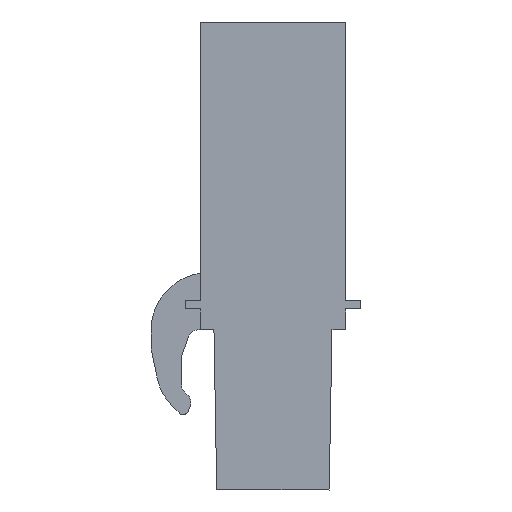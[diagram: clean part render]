
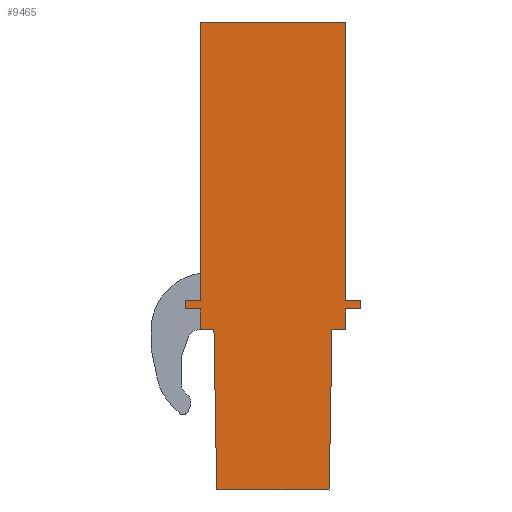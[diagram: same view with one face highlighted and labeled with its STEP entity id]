
A CAD part, left-side view. The second image highlights one B-rep face of the part: STEP entity #9465.
In plain terms, the highlighted planar face has unit normal (-1, 0, 0).
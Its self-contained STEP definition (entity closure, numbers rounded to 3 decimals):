
#9414=AXIS2_PLACEMENT_3D('Plane Axis2P3D',#9411,#9412,#9413) ;
#56=CARTESIAN_POINT('Vertex',(0.,0.8,24.55)) ;
#59=CARTESIAN_POINT('Line Origine',(0.,0.8,17.25)) ;
#63=CARTESIAN_POINT('Vertex',(0.,0.8,9.95)) ;
#8751=CARTESIAN_POINT('Vertex',(0.,1.66,0.)) ;
#8754=CARTESIAN_POINT('Line Origine',(0.,4.61,0.)) ;
#8758=CARTESIAN_POINT('Vertex',(0.,7.56,0.)) ;
#8834=CARTESIAN_POINT('Line Origine',(0.,7.633,4.2)) ;
#8838=CARTESIAN_POINT('Vertex',(0.,7.707,8.4)) ;
#8858=CARTESIAN_POINT('Line Origine',(0.,8.063,8.4)) ;
#8862=CARTESIAN_POINT('Vertex',(0.,8.42,8.4)) ;
#8946=CARTESIAN_POINT('Line Origine',(0.,8.42,8.95)) ;
#8950=CARTESIAN_POINT('Vertex',(0.,8.42,9.5)) ;
#9022=CARTESIAN_POINT('Line Origine',(0.,8.82,9.5)) ;
#9026=CARTESIAN_POINT('Vertex',(0.,9.22,9.5)) ;
#9098=CARTESIAN_POINT('Line Origine',(0.,9.22,9.725)) ;
#9102=CARTESIAN_POINT('Vertex',(0.,9.22,9.95)) ;
#9173=CARTESIAN_POINT('Vertex',(0.,0.,9.5)) ;
#9176=CARTESIAN_POINT('Line Origine',(0.,0.4,9.5)) ;
#9180=CARTESIAN_POINT('Vertex',(0.,0.8,9.5)) ;
#9195=CARTESIAN_POINT('Line Origine',(0.,0.8,8.95)) ;
#9199=CARTESIAN_POINT('Vertex',(0.,0.8,8.4)) ;
#9214=CARTESIAN_POINT('Line Origine',(0.,1.157,8.4)) ;
#9218=CARTESIAN_POINT('Vertex',(0.,1.513,8.4)) ;
#9238=CARTESIAN_POINT('Line Origine',(0.,1.587,4.2)) ;
#9411=CARTESIAN_POINT('Axis2P3D Location',(0.,0.,0.)) ;
#9416=CARTESIAN_POINT('Line Origine',(0.,0.,9.725)) ;
#9420=CARTESIAN_POINT('Vertex',(0.,0.,9.95)) ;
#9423=CARTESIAN_POINT('Line Origine',(0.,0.4,9.95)) ;
#9428=CARTESIAN_POINT('Line Origine',(0.,4.61,24.55)) ;
#9432=CARTESIAN_POINT('Vertex',(0.,8.42,24.55)) ;
#9435=CARTESIAN_POINT('Line Origine',(0.,8.42,17.25)) ;
#9439=CARTESIAN_POINT('Vertex',(0.,8.42,9.95)) ;
#9442=CARTESIAN_POINT('Line Origine',(0.,8.82,9.95)) ;
#60=DIRECTION('Vector Direction',(0.,0.,-1.)) ;
#8755=DIRECTION('Vector Direction',(0.,1.,0.)) ;
#8835=DIRECTION('Vector Direction',(0.,0.017,1.)) ;
#8859=DIRECTION('Vector Direction',(0.,1.,0.)) ;
#8947=DIRECTION('Vector Direction',(0.,0.,1.)) ;
#9023=DIRECTION('Vector Direction',(0.,1.,0.)) ;
#9099=DIRECTION('Vector Direction',(0.,0.,1.)) ;
#9177=DIRECTION('Vector Direction',(0.,1.,0.)) ;
#9196=DIRECTION('Vector Direction',(0.,0.,-1.)) ;
#9215=DIRECTION('Vector Direction',(0.,1.,0.)) ;
#9239=DIRECTION('Vector Direction',(0.,0.017,-1.)) ;
#9412=DIRECTION('Axis2P3D Direction',(-1.,0.,0.)) ;
#9413=DIRECTION('Axis2P3D XDirection',(0.,0.,1.)) ;
#9417=DIRECTION('Vector Direction',(0.,0.,-1.)) ;
#9424=DIRECTION('Vector Direction',(0.,-1.,0.)) ;
#9429=DIRECTION('Vector Direction',(0.,-1.,0.)) ;
#9436=DIRECTION('Vector Direction',(0.,0.,1.)) ;
#9443=DIRECTION('Vector Direction',(0.,-1.,0.)) ;
#61=VECTOR('Line Direction',#60,1.) ;
#8756=VECTOR('Line Direction',#8755,1.) ;
#8836=VECTOR('Line Direction',#8835,1.) ;
#8860=VECTOR('Line Direction',#8859,1.) ;
#8948=VECTOR('Line Direction',#8947,1.) ;
#9024=VECTOR('Line Direction',#9023,1.) ;
#9100=VECTOR('Line Direction',#9099,1.) ;
#9178=VECTOR('Line Direction',#9177,1.) ;
#9197=VECTOR('Line Direction',#9196,1.) ;
#9216=VECTOR('Line Direction',#9215,1.) ;
#9240=VECTOR('Line Direction',#9239,1.) ;
#9418=VECTOR('Line Direction',#9417,1.) ;
#9425=VECTOR('Line Direction',#9424,1.) ;
#9430=VECTOR('Line Direction',#9429,1.) ;
#9437=VECTOR('Line Direction',#9436,1.) ;
#9444=VECTOR('Line Direction',#9443,1.) ;
#9448=ORIENTED_EDGE('',*,*,#9242,.T.) ;
#9449=ORIENTED_EDGE('',*,*,#9220,.T.) ;
#9450=ORIENTED_EDGE('',*,*,#9201,.T.) ;
#9451=ORIENTED_EDGE('',*,*,#9182,.T.) ;
#9452=ORIENTED_EDGE('',*,*,#9422,.T.) ;
#9453=ORIENTED_EDGE('',*,*,#9427,.T.) ;
#9454=ORIENTED_EDGE('',*,*,#65,.T.) ;
#9455=ORIENTED_EDGE('',*,*,#9434,.T.) ;
#9456=ORIENTED_EDGE('',*,*,#9441,.T.) ;
#9457=ORIENTED_EDGE('',*,*,#9446,.T.) ;
#9458=ORIENTED_EDGE('',*,*,#9104,.T.) ;
#9459=ORIENTED_EDGE('',*,*,#9028,.T.) ;
#9460=ORIENTED_EDGE('',*,*,#8952,.T.) ;
#9461=ORIENTED_EDGE('',*,*,#8864,.T.) ;
#9462=ORIENTED_EDGE('',*,*,#8840,.T.) ;
#9463=ORIENTED_EDGE('',*,*,#8760,.T.) ;
#9465=ADVANCED_FACE('_BLC 5.08/14R OR 1610610000',(#9464),#9415,.T.) ;
#65=EDGE_CURVE('',#64,#57,#62,.F.) ;
#8760=EDGE_CURVE('',#8759,#8752,#8757,.F.) ;
#8840=EDGE_CURVE('',#8839,#8759,#8837,.F.) ;
#8864=EDGE_CURVE('',#8863,#8839,#8861,.F.) ;
#8952=EDGE_CURVE('',#8951,#8863,#8949,.F.) ;
#9028=EDGE_CURVE('',#9027,#8951,#9025,.F.) ;
#9104=EDGE_CURVE('',#9103,#9027,#9101,.F.) ;
#9182=EDGE_CURVE('',#9181,#9174,#9179,.F.) ;
#9201=EDGE_CURVE('',#9200,#9181,#9198,.F.) ;
#9220=EDGE_CURVE('',#9219,#9200,#9217,.F.) ;
#9242=EDGE_CURVE('',#8752,#9219,#9241,.F.) ;
#9422=EDGE_CURVE('',#9174,#9421,#9419,.F.) ;
#9427=EDGE_CURVE('',#9421,#64,#9426,.F.) ;
#9434=EDGE_CURVE('',#57,#9433,#9431,.F.) ;
#9441=EDGE_CURVE('',#9433,#9440,#9438,.F.) ;
#9446=EDGE_CURVE('',#9440,#9103,#9445,.F.) ;
#9447=EDGE_LOOP('',(#9448,#9449,#9450,#9451,#9452,#9453,#9454,#9455,#9456,#9457,#9458,#9459,#9460,#9461,#9462,#9463)) ;
#9464=FACE_OUTER_BOUND('',#9447,.T.) ;
#62=LINE('Line',#59,#61) ;
#8757=LINE('Line',#8754,#8756) ;
#8837=LINE('Line',#8834,#8836) ;
#8861=LINE('Line',#8858,#8860) ;
#8949=LINE('Line',#8946,#8948) ;
#9025=LINE('Line',#9022,#9024) ;
#9101=LINE('Line',#9098,#9100) ;
#9179=LINE('Line',#9176,#9178) ;
#9198=LINE('Line',#9195,#9197) ;
#9217=LINE('Line',#9214,#9216) ;
#9241=LINE('Line',#9238,#9240) ;
#9419=LINE('Line',#9416,#9418) ;
#9426=LINE('Line',#9423,#9425) ;
#9431=LINE('Line',#9428,#9430) ;
#9438=LINE('Line',#9435,#9437) ;
#9445=LINE('Line',#9442,#9444) ;
#9415=PLANE('',#9414) ;
#57=VERTEX_POINT('',#56) ;
#64=VERTEX_POINT('',#63) ;
#8752=VERTEX_POINT('',#8751) ;
#8759=VERTEX_POINT('',#8758) ;
#8839=VERTEX_POINT('',#8838) ;
#8863=VERTEX_POINT('',#8862) ;
#8951=VERTEX_POINT('',#8950) ;
#9027=VERTEX_POINT('',#9026) ;
#9103=VERTEX_POINT('',#9102) ;
#9174=VERTEX_POINT('',#9173) ;
#9181=VERTEX_POINT('',#9180) ;
#9200=VERTEX_POINT('',#9199) ;
#9219=VERTEX_POINT('',#9218) ;
#9421=VERTEX_POINT('',#9420) ;
#9433=VERTEX_POINT('',#9432) ;
#9440=VERTEX_POINT('',#9439) ;
